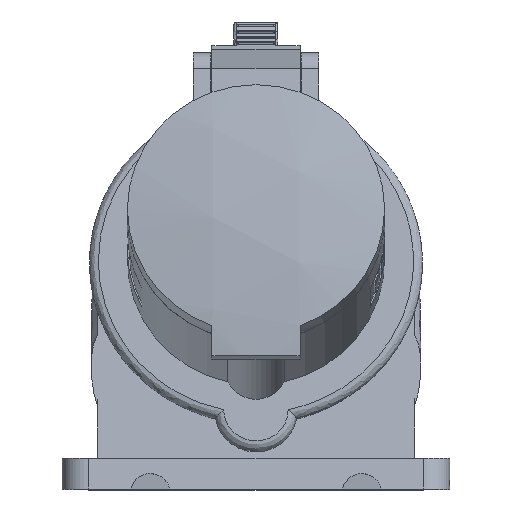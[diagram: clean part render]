
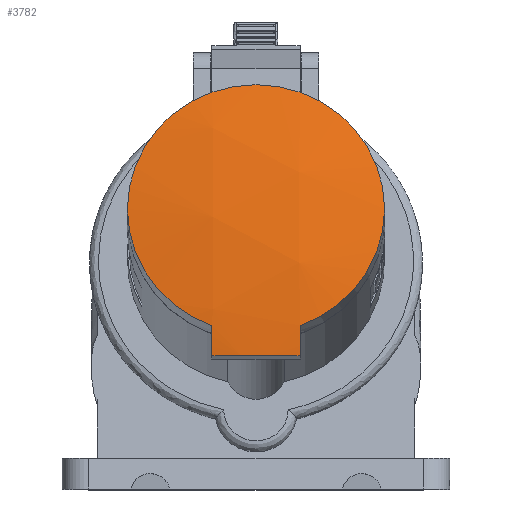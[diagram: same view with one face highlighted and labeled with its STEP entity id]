
A CAD part, top view. The second image highlights one B-rep face of the part: STEP entity #3782.
In plain terms, the highlighted spherical face has radius 150 mm.
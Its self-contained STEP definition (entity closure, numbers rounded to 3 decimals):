
#393 = AXIS2_PLACEMENT_3D ( 'NONE', #8125, #20630, #9926 ) ;
#1161 = CARTESIAN_POINT ( 'NONE',  ( 8.749, 42.019, 64.614 ) ) ;
#1477 = DIRECTION ( 'NONE',  ( 0., 0.259, 0.966 ) ) ;
#2313 = VERTEX_POINT ( 'NONE', #17295 ) ;
#2626 = DIRECTION ( 'NONE',  ( 1., 0., 0. ) ) ;
#2650 = EDGE_CURVE ( 'NONE', #2313, #20030, #15276, .T. ) ;
#2765 = VERTEX_POINT ( 'NONE', #3011 ) ;
#2814 = AXIS2_PLACEMENT_3D ( 'NONE', #7597, #20122, #9391 ) ;
#2833 = CARTESIAN_POINT ( 'NONE',  ( -11.251, -10.98, 78.815 ) ) ;
#2955 = VERTEX_POINT ( 'NONE', #1161 ) ;
#3011 = CARTESIAN_POINT ( 'NONE',  ( -11.251, 42.019, 64.614 ) ) ;
#3651 = CIRCLE ( 'NONE', #393, 146.049 ) ;
#3657 = EDGE_CURVE ( 'NONE', #2765, #2955, #7683, .T. ) ;
#3782 = ADVANCED_FACE ( 'NONE', ( #10762 ), #11325, .T. ) ;
#4115 = CIRCLE ( 'NONE', #13414, 29.2 ) ;
#4423 = AXIS2_PLACEMENT_3D ( 'NONE', #18755, #8031, #20542 ) ;
#4612 = EDGE_CURVE ( 'NONE', #17343, #17680, #15553, .T. ) ;
#6226 = EDGE_LOOP ( 'NONE', ( #11105, #16154, #21794, #14574, #21909, #10015 ) ) ;
#7597 = CARTESIAN_POINT ( 'NONE',  ( -1.251, 15.52, 71.715 ) ) ;
#7683 = CIRCLE ( 'NONE', #8363, 29.2 ) ;
#8031 = DIRECTION ( 'NONE',  ( -1., 0., 0. ) ) ;
#8125 = CARTESIAN_POINT ( 'NONE',  ( -1.251, -55.595, -61.551 ) ) ;
#8363 = AXIS2_PLACEMENT_3D ( 'NONE', #20200, #9472, #21988 ) ;
#9391 = DIRECTION ( 'NONE',  ( -1., 0., 0. ) ) ;
#9472 = DIRECTION ( 'NONE',  ( 0., -0.259, -0.966 ) ) ;
#9808 = DIRECTION ( 'NONE',  ( 1., 0., 0. ) ) ;
#9926 = DIRECTION ( 'NONE',  ( 1., 0., 0. ) ) ;
#9935 = CIRCLE ( 'NONE', #2814, 29.2 ) ;
#10015 = ORIENTED_EDGE ( 'NONE', *, *, #4612, .F. ) ;
#10616 = AXIS2_PLACEMENT_3D ( 'NONE', #13344, #2626, #15142 ) ;
#10762 = FACE_OUTER_BOUND ( 'NONE', #6226, .T. ) ;
#11105 = ORIENTED_EDGE ( 'NONE', *, *, #13090, .T. ) ;
#11325 = SPHERICAL_SURFACE ( 'NONE', #17962, 150. ) ;
#11951 = CARTESIAN_POINT ( 'NONE',  ( 8.749, -10.98, 78.815 ) ) ;
#12197 = CARTESIAN_POINT ( 'NONE',  ( -1.251, 15.52, 71.715 ) ) ;
#12928 = CARTESIAN_POINT ( 'NONE',  ( 8.749, -17.884, 79.191 ) ) ;
#13090 = EDGE_CURVE ( 'NONE', #17343, #2955, #9935, .T. ) ;
#13344 = CARTESIAN_POINT ( 'NONE',  ( 8.749, -22.56, -70.402 ) ) ;
#13414 = AXIS2_PLACEMENT_3D ( 'NONE', #12197, #1477, #13994 ) ;
#13994 = DIRECTION ( 'NONE',  ( -1., 0., 0. ) ) ;
#14574 = ORIENTED_EDGE ( 'NONE', *, *, #2650, .F. ) ;
#15142 = DIRECTION ( 'NONE',  ( 0., -0.259, -0.966 ) ) ;
#15276 = CIRCLE ( 'NONE', #4423, 149.666 ) ;
#15553 = CIRCLE ( 'NONE', #10616, 149.666 ) ;
#16154 = ORIENTED_EDGE ( 'NONE', *, *, #3657, .F. ) ;
#17220 = EDGE_CURVE ( 'NONE', #17680, #2313, #3651, .T. ) ;
#17295 = CARTESIAN_POINT ( 'NONE',  ( -11.251, -17.884, 79.191 ) ) ;
#17343 = VERTEX_POINT ( 'NONE', #11951 ) ;
#17680 = VERTEX_POINT ( 'NONE', #12928 ) ;
#17962 = AXIS2_PLACEMENT_3D ( 'NONE', #20275, #9808, #22312 ) ;
#18755 = CARTESIAN_POINT ( 'NONE',  ( -11.251, -22.56, -70.402 ) ) ;
#20030 = VERTEX_POINT ( 'NONE', #2833 ) ;
#20122 = DIRECTION ( 'NONE',  ( 0., 0.259, 0.966 ) ) ;
#20200 = CARTESIAN_POINT ( 'NONE',  ( -1.251, 15.52, 71.715 ) ) ;
#20275 = CARTESIAN_POINT ( 'NONE',  ( -1.251, -22.56, -70.402 ) ) ;
#20542 = DIRECTION ( 'NONE',  ( 0., 0.259, 0.966 ) ) ;
#20630 = DIRECTION ( 'NONE',  ( 0., -0.966, 0.259 ) ) ;
#21375 = EDGE_CURVE ( 'NONE', #2765, #20030, #4115, .T. ) ;
#21794 = ORIENTED_EDGE ( 'NONE', *, *, #21375, .T. ) ;
#21909 = ORIENTED_EDGE ( 'NONE', *, *, #17220, .F. ) ;
#21988 = DIRECTION ( 'NONE',  ( 1., 0., 0. ) ) ;
#22312 = DIRECTION ( 'NONE',  ( 0., -0.966, 0.259 ) ) ;
